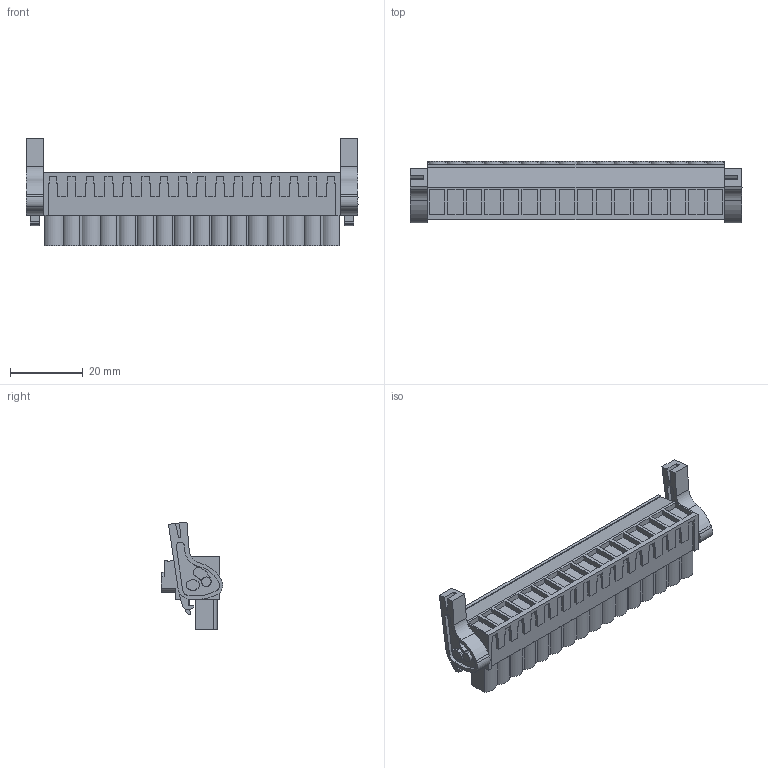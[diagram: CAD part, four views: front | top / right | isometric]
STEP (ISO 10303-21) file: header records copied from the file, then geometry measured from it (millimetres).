
FILE_DESCRIPTION(('CATIA V5 STEP','CAx-IF Rec.Pracs.--- Model Styling and Organization---1.2---2011-12-15'),'2;1');
FILE_NAME ('D1460007_0_1945200000_1945200000.stp','2017-05-23T06:07:11+00:00',('none'),('Weidmueller'),'CATIA Version 5-6 Release 2014','CATIA V5 STEP AP214','none');
FILE_SCHEMA(('AUTOMOTIVE_DESIGN { 1 0 10303 214 1 1 1 1 }'));
Length unit declared in the file: millimetre
Products named in the file (1): 1945200000
Bounding box: 90.98 x 16.91 x 29.52 mm (x, y, z)
Volume: 16274.7 mm3; surface area: 11249.7 mm2
Topology: 19 solids, 19 shells, 1202 faces, 3381 edges, 2292 vertices
Faces by surface type: plane 984, cylinder 178, extrusion 40
Entity records: 37338 total; most frequent: CARTESIAN_POINT 8068, ORIENTED_EDGE 6762, DIRECTION 4753, EDGE_CURVE 3381, VECTOR 2909, LINE 2869, VERTEX_POINT 2292, EDGE_LOOP 1285
